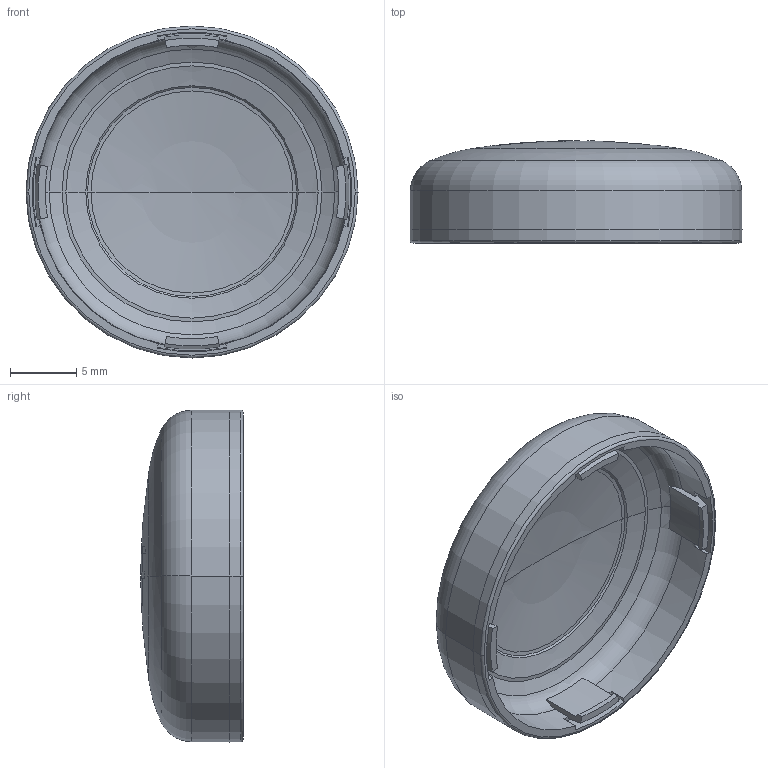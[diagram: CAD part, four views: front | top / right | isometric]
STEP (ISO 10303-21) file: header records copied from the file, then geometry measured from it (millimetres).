
FILE_DESCRIPTION((''),'2;1');
FILE_NAME('05-1144-0057_TASTE_RT-OFF','2023-10-12T11:02:07',('Beil'),(''),'CREO PARAMETRIC BY PTC INC, 2019030','CREO PARAMETRIC BY PTC INC, 2019030','');
FILE_SCHEMA(('CONFIG_CONTROL_DESIGN','SHAPE_APPEARANCE_LAYERS_GROUPS'));
Length unit declared in the file: millimetre
Products named in the file (1): 05-1144-0057_TASTE_RT-OFF
Bounding box: 25 x 7.7 x 25 mm (x, y, z)
Volume: 1197.5 mm3; surface area: 1735.8 mm2
Topology: 1 solids, 1 shells, 119 faces, 330 edges, 211 vertices
Faces by surface type: plane 46, cone 22, extrusion 20, sphere 9, cylinder 8, bspline 8, torus 6
Entity records: 5305 total; most frequent: CARTESIAN_POINT 1146, ORIENTED_EDGE 650, DIRECTION 636, PRESENTATION_STYLE_ASSIGNMENT 330, STYLED_ITEM 326, CURVE_STYLE 325, EDGE_CURVE 325, AXIS2_PLACEMENT_3D 241
